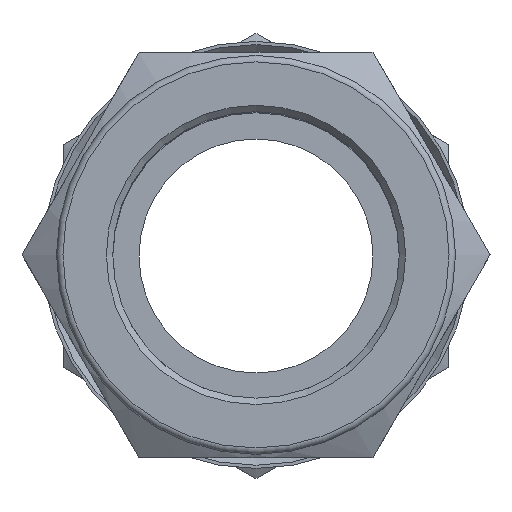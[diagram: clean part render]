
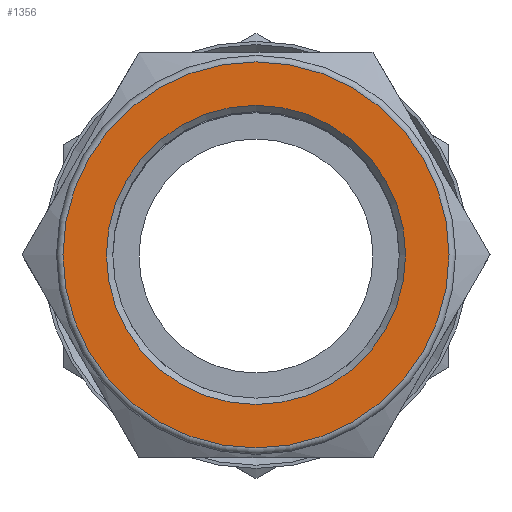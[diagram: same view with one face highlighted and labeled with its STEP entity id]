
A CAD part, left-side view. The second image highlights one B-rep face of the part: STEP entity #1356.
In plain terms, the highlighted planar face has unit normal (-1, 0, 0).
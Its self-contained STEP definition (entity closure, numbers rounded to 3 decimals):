
#44=FACE_BOUND('',#339,.T.);
#118=CIRCLE('',#1539,11.7);
#119=CIRCLE('',#1541,15.1);
#237=FACE_OUTER_BOUND('',#338,.T.);
#338=EDGE_LOOP('',(#1116));
#339=EDGE_LOOP('',(#1117));
#630=VERTEX_POINT('',#2381);
#631=VERTEX_POINT('',#2385);
#802=EDGE_CURVE('',#630,#630,#118,.T.);
#803=EDGE_CURVE('',#631,#631,#119,.T.);
#1116=ORIENTED_EDGE('',*,*,#803,.F.);
#1117=ORIENTED_EDGE('',*,*,#802,.T.);
#1283=PLANE('',#1540);
#1356=ADVANCED_FACE('',(#237,#44),#1283,.T.);
#1539=AXIS2_PLACEMENT_3D('',#2383,#1891,#1892);
#1540=AXIS2_PLACEMENT_3D('',#2384,#1893,#1894);
#1541=AXIS2_PLACEMENT_3D('',#2386,#1895,#1896);
#1891=DIRECTION('center_axis',(1.,0.,0.));
#1892=DIRECTION('ref_axis',(0.,0.,-1.));
#1893=DIRECTION('center_axis',(-1.,0.,0.));
#1894=DIRECTION('ref_axis',(0.,0.,1.));
#1895=DIRECTION('center_axis',(1.,0.,0.));
#1896=DIRECTION('ref_axis',(0.,0.,-1.));
#2381=CARTESIAN_POINT('',(-56.503,-11.7,0.));
#2383=CARTESIAN_POINT('Origin',(-56.503,0.,
0.));
#2384=CARTESIAN_POINT('Origin',(-56.503,15.1,0.));
#2385=CARTESIAN_POINT('',(-56.503,0.,15.1));
#2386=CARTESIAN_POINT('Origin',(-56.503,0.,
0.));
